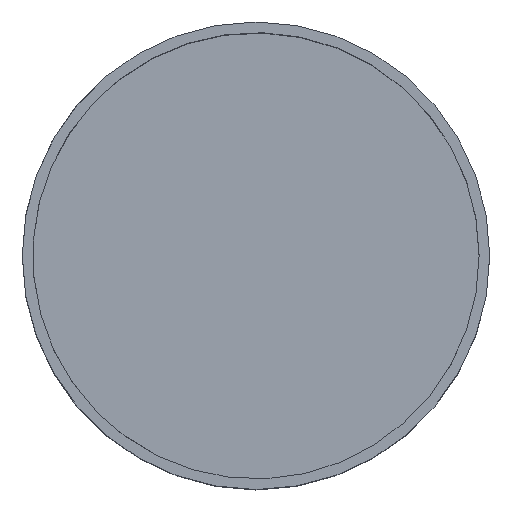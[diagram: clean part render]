
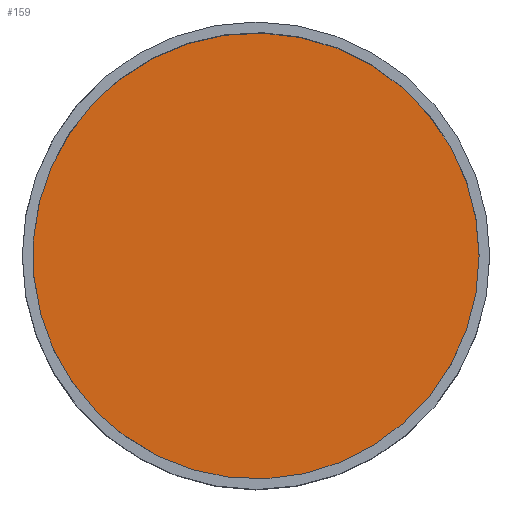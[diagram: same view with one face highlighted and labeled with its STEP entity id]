
A CAD part, top view. The second image highlights one B-rep face of the part: STEP entity #159.
In plain terms, the highlighted planar face has unit normal (0, 0, 1).
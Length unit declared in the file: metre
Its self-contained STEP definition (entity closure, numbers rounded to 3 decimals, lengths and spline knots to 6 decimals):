
#26=ORIENTED_EDGE('',*,*,#64,.T.);
#27=ORIENTED_EDGE('',*,*,#65,.T.);
#28=ORIENTED_EDGE('',*,*,#66,.T.);
#29=ORIENTED_EDGE('',*,*,#67,.T.);
#64=EDGE_CURVE('',#83,#84,#98,.T.);
#65=EDGE_CURVE('',#84,#85,#99,.T.);
#66=EDGE_CURVE('',#85,#86,#100,.T.);
#67=EDGE_CURVE('',#86,#83,#101,.T.);
#83=VERTEX_POINT('',#274);
#84=VERTEX_POINT('',#275);
#85=VERTEX_POINT('',#277);
#86=VERTEX_POINT('',#279);
#98=CIRCLE('',#185,0.0315);
#99=CIRCLE('',#186,0.025);
#100=CIRCLE('',#187,0.033);
#101=CIRCLE('',#188,0.025);
#113=EDGE_LOOP('',(#26,#27,#28,#29));
#133=FACE_BOUND('',#113,.T.);
#153=PLANE('',#184);
#159=ADVANCED_FACE('',(#133),#153,.T.);
#184=AXIS2_PLACEMENT_3D('',#272,#213,#214);
#185=AXIS2_PLACEMENT_3D('',#273,#215,#216);
#186=AXIS2_PLACEMENT_3D('',#276,#217,#218);
#187=AXIS2_PLACEMENT_3D('',#278,#219,#220);
#188=AXIS2_PLACEMENT_3D('',#280,#221,#222);
#213=DIRECTION('',(0.,0.,1.));
#214=DIRECTION('',(1.,0.,0.));
#215=DIRECTION('',(0.,0.,1.));
#216=DIRECTION('',(1.,0.,0.));
#217=DIRECTION('',(0.,0.,1.));
#218=DIRECTION('',(1.,0.,0.));
#219=DIRECTION('',(0.,0.,1.));
#220=DIRECTION('',(1.,0.,0.));
#221=DIRECTION('',(0.,0.,1.));
#222=DIRECTION('',(1.,0.,0.));
#272=CARTESIAN_POINT('',(0.,0.,0.042));
#273=CARTESIAN_POINT('',(0.,0.,0.042));
#274=CARTESIAN_POINT('',(-0.019181,-0.024987,0.042));
#275=CARTESIAN_POINT('',(-0.019181,0.024987,0.042));
#276=CARTESIAN_POINT('',(-0.02,0.,0.042));
#277=CARTESIAN_POINT('',(-0.0216,0.024949,0.042));
#278=CARTESIAN_POINT('',(0.,0.,0.042));
#279=CARTESIAN_POINT('',(-0.0216,-0.024949,0.042));
#280=CARTESIAN_POINT('',(-0.02,0.,0.042));
